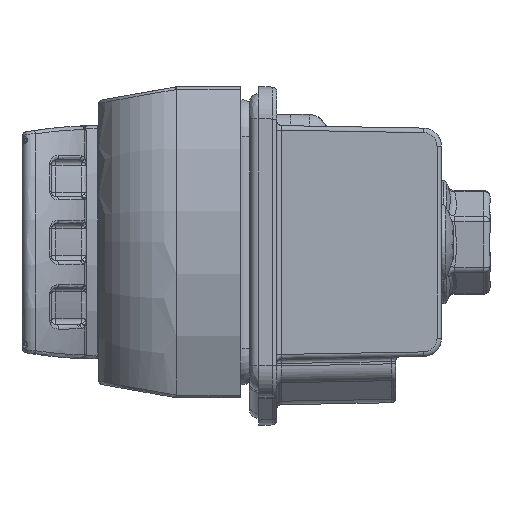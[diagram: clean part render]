
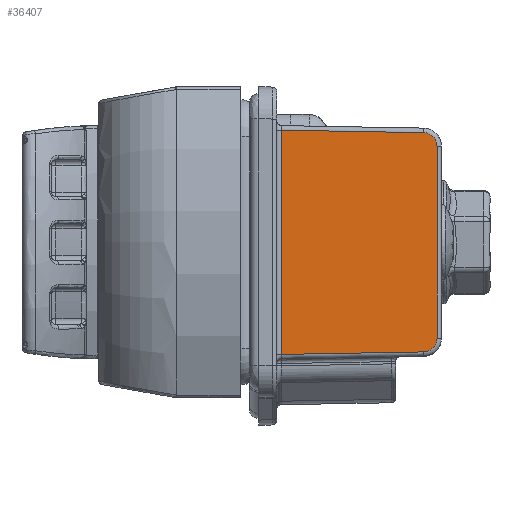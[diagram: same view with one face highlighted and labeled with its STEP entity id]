
A CAD part, left-side view. The second image highlights one B-rep face of the part: STEP entity #36407.
In plain terms, the highlighted face is planar.
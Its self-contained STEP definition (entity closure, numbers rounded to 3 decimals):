
#2143 = FACE_OUTER_BOUND ( 'NONE', #36986, .T. ) ;
#7012 =( BOUNDED_CURVE ( )  B_SPLINE_CURVE ( 3, ( #27461, #27472, #27474, #27476 ),
 .UNSPECIFIED., .F., .T. ) 
 B_SPLINE_CURVE_WITH_KNOTS ( ( 4, 4 ),
 ( 3.142, 4.695 ),
 .UNSPECIFIED. ) 
 CURVE ( )  GEOMETRIC_REPRESENTATION_ITEM ( )  RATIONAL_B_SPLINE_CURVE ( ( 1., 0.809, 0.809, 1. ) ) 
 REPRESENTATION_ITEM ( '' )  );
#7013 =( BOUNDED_CURVE ( )  B_SPLINE_CURVE ( 3, ( #27466, #27490, #27492, #27494 ),
 .UNSPECIFIED., .F., .T. ) 
 B_SPLINE_CURVE_WITH_KNOTS ( ( 4, 4 ),
 ( 1.588, 3.142 ),
 .UNSPECIFIED. ) 
 CURVE ( )  GEOMETRIC_REPRESENTATION_ITEM ( )  RATIONAL_B_SPLINE_CURVE ( ( 1., 0.809, 0.809, 1. ) ) 
 REPRESENTATION_ITEM ( '' )  );
#14421 = PLANE ( 'NONE',  #15366 ) ;
#14424 = CARTESIAN_POINT ( 'NONE',  ( -27.5, 2., -15. ) ) ;
#14442 = DIRECTION ( 'NONE',  ( -1., 0.017, 0. ) ) ;
#14443 = DIRECTION ( 'NONE',  ( -0.017, -1., 0. ) ) ;
#15366 = AXIS2_PLACEMENT_3D ( 'NONE', #14424, #14442, #14443 ) ;
#26667 = LINE ( 'NONE', #27480, #26676 ) ;
#26669 = LINE ( 'NONE', #27447, #26675 ) ;
#26673 = LINE ( 'NONE', #27462, #26674 ) ;
#26674 = VECTOR ( 'NONE', #27464, 1000. ) ;
#26675 = VECTOR ( 'NONE', #27468, 1000. ) ;
#26676 = VECTOR ( 'NONE', #27482, 1000. ) ;
#26677 = LINE ( 'NONE', #27484, #26678 ) ;
#26678 = VECTOR ( 'NONE', #27486, 1000. ) ;
#27447 = CARTESIAN_POINT ( 'NONE',  ( -27.194, 19.509, -15. ) ) ;
#27461 = CARTESIAN_POINT ( 'NONE',  ( -27.194, 19.509, -10.486 ) ) ;
#27462 = CARTESIAN_POINT ( 'NONE',  ( -27.22, 18.026, 11.985 ) ) ;
#27464 = DIRECTION ( 'NONE',  ( 0.017, 1., -0.017 ) ) ;
#27466 = CARTESIAN_POINT ( 'NONE',  ( -27.22, 18.035, 11.985 ) ) ;
#27468 = DIRECTION ( 'NONE',  ( 0., 0., -1. ) ) ;
#27472 = CARTESIAN_POINT ( 'NONE',  ( -27.194, 19.509, -11.352 ) ) ;
#27474 = CARTESIAN_POINT ( 'NONE',  ( -27.205, 18.901, -11.97 ) ) ;
#27476 = CARTESIAN_POINT ( 'NONE',  ( -27.22, 18.035, -11.985 ) ) ;
#27480 = CARTESIAN_POINT ( 'NONE',  ( -27.491, 2.491, -15. ) ) ;
#27482 = DIRECTION ( 'NONE',  ( 0., 0., 1. ) ) ;
#27484 = CARTESIAN_POINT ( 'NONE',  ( -27.5, 1.991, -12.265 ) ) ;
#27486 = DIRECTION ( 'NONE',  ( -0.017, -1., -0.017 ) ) ;
#27490 = CARTESIAN_POINT ( 'NONE',  ( -27.205, 18.901, 11.97 ) ) ;
#27492 = CARTESIAN_POINT ( 'NONE',  ( -27.194, 19.509, 11.352 ) ) ;
#27494 = CARTESIAN_POINT ( 'NONE',  ( -27.194, 19.509, 10.486 ) ) ;
#36407 = ADVANCED_FACE ( 'NONE', ( #2143 ), #14421, .T. ) ;
#36986 = EDGE_LOOP ( 'NONE', ( #46462, #46464, #46466, #46469, #46471, #46473 ) ) ;
#46462 = ORIENTED_EDGE ( 'NONE', *, *, #47682, .T. ) ;
#46464 = ORIENTED_EDGE ( 'NONE', *, *, #47681, .T. ) ;
#46466 = ORIENTED_EDGE ( 'NONE', *, *, #47676, .T. ) ;
#46469 = ORIENTED_EDGE ( 'NONE', *, *, #47684, .T. ) ;
#46471 = ORIENTED_EDGE ( 'NONE', *, *, #47677, .T. ) ;
#46473 = ORIENTED_EDGE ( 'NONE', *, *, #47679, .T. ) ;
#47676 = EDGE_CURVE ( 'NONE', #75869, #75596, #26673, .T. ) ;
#47677 = EDGE_CURVE ( 'NONE', #75936, #75708, #26669, .T. ) ;
#47679 = EDGE_CURVE ( 'NONE', #75708, #75697, #7012, .T. ) ;
#47681 = EDGE_CURVE ( 'NONE', #75930, #75869, #26667, .T. ) ;
#47682 = EDGE_CURVE ( 'NONE', #75697, #75930, #26677, .T. ) ;
#47684 = EDGE_CURVE ( 'NONE', #75596, #75936, #7013, .T. ) ;
#75596 = VERTEX_POINT ( 'NONE', #85866 ) ;
#75697 = VERTEX_POINT ( 'NONE', #85967 ) ;
#75708 = VERTEX_POINT ( 'NONE', #85978 ) ;
#75869 = VERTEX_POINT ( 'NONE', #86139 ) ;
#75930 = VERTEX_POINT ( 'NONE', #86200 ) ;
#75936 = VERTEX_POINT ( 'NONE', #86206 ) ;
#85866 = CARTESIAN_POINT ( 'NONE',  ( -27.22, 18.035, 11.985 ) ) ;
#85967 = CARTESIAN_POINT ( 'NONE',  ( -27.22, 18.035, -11.985 ) ) ;
#85978 = CARTESIAN_POINT ( 'NONE',  ( -27.194, 19.509, -10.486 ) ) ;
#86139 = CARTESIAN_POINT ( 'NONE',  ( -27.491, 2.491, 12.257 ) ) ;
#86200 = CARTESIAN_POINT ( 'NONE',  ( -27.491, 2.491, -12.257 ) ) ;
#86206 = CARTESIAN_POINT ( 'NONE',  ( -27.194, 19.509, 10.486 ) ) ;
